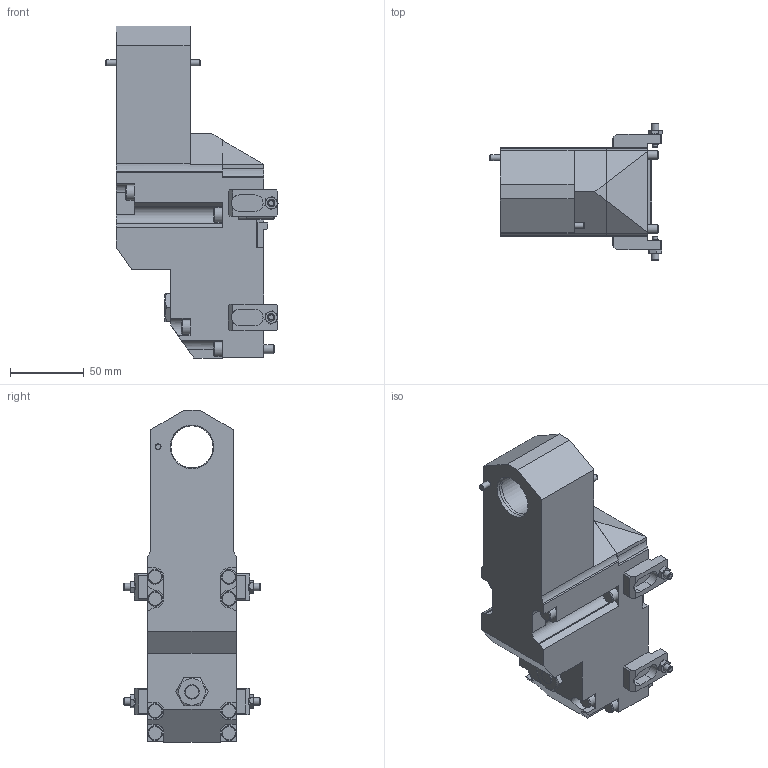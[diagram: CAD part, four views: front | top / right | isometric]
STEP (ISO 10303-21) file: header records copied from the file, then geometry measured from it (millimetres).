
FILE_DESCRIPTION(/* description */ (''),/* implementation_level */ '2;1');
FILE_NAME(/* name */ 'W5190006_stp.stp',/* time_stamp */ '2013-09-16T12:36:05+02:00',/* author */ (''),/* organization */ (''),/* preprocessor_version */ 'ST-DEVELOPER v11',/* originating_system */ 'SIEMENS PLM Software NX 7.5',/* authorisation */ '');
FILE_SCHEMA (('AUTOMOTIVE_DESIGN { 1 0 10303 214 1 1 1 1 }'));
Length unit declared in the file: millimetre
Products named in the file (1): polz9EF27ds9
Bounding box: 116.62 x 93 x 225 mm (x, y, z)
Volume: 863555.3 mm3; surface area: 82176.4 mm2
Topology: 1 solids, 1 shells, 331 faces, 840 edges, 530 vertices
Faces by surface type: plane 201, cone 74, cylinder 56
Full cylindrical faces by diameter (mm): 3.5 x4, 4 x2, 5 x8, 6 x4, 10 x8, 28.51 x1, 28.54 x2
Entity records: 9598 total; most frequent: CARTESIAN_POINT 1931, ORIENTED_EDGE 1536, DIRECTION 1529, EDGE_CURVE 768, AXIS2_PLACEMENT_3D 531, VERTEX_POINT 513, LINE 467, VECTOR 467
